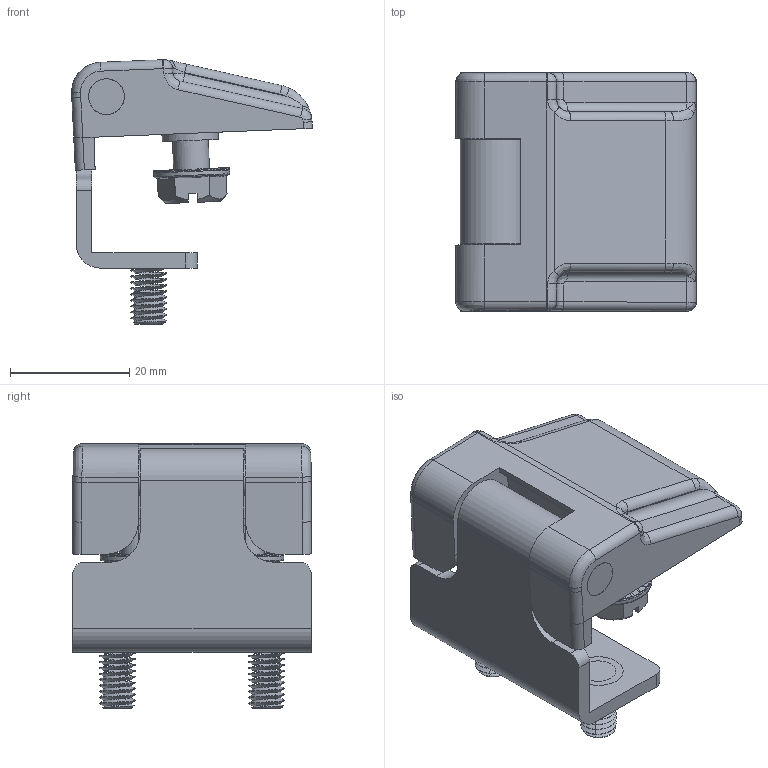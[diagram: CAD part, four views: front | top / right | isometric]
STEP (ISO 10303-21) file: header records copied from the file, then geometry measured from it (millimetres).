
FILE_DESCRIPTION (( 'STEP AP203' ), '1' );
FILE_NAME ('MK20.5.V1.22.BOYALI.STEP', '2022-06-13T13:12:49', ( '' ), ( '' ), 'SwSTEP 2.0', 'SolidWorks 2021', '' );
FILE_SCHEMA (( 'CONFIG_CONTROL_DESIGN' ));
Products named in the file (1): MK20.5.V1.22.BOYALI
Bounding box: 40.32 x 40 x 44.32 mm (x, y, z)
Surface area: 12445.6 mm2 (no closed solid volume)
Topology: 0 solids, 45 shells, 433 faces, 1177 edges, 770 vertices
Faces by surface type: plane 189, cylinder 105, bspline 105, cone 18, torus 14, sphere 2
Entity records: 36329 total; most frequent: CARTESIAN_POINT 27105, ORIENTED_EDGE 2011, DIRECTION 1463, EDGE_CURVE 1177, VERTEX_POINT 770, VECTOR 525, LINE 525, AXIS2_PLACEMENT_3D 469
